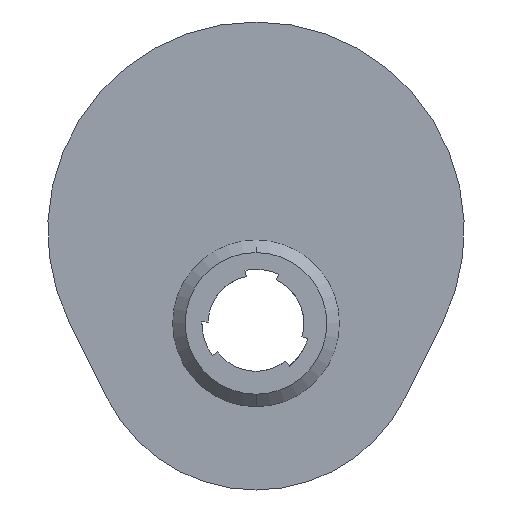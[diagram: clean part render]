
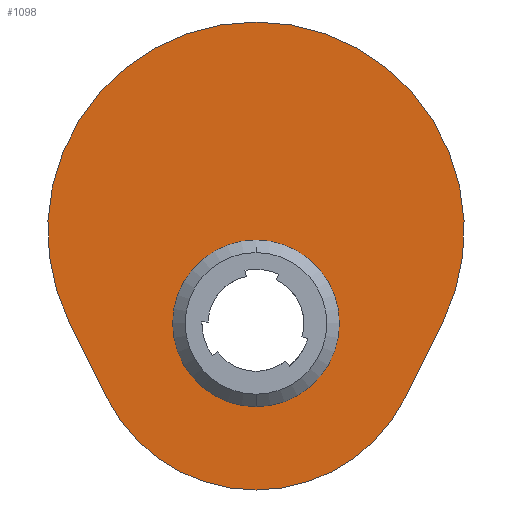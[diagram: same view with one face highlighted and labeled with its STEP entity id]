
A CAD part, front view. The second image highlights one B-rep face of the part: STEP entity #1098.
In plain terms, the highlighted planar face has unit normal (0, -1, 0).
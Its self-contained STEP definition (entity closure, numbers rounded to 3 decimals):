
#12 = EDGE_CURVE ( 'NONE', #322, #1022, #191, .T. ) ;
#14 = EDGE_LOOP ( 'NONE', ( #873, #893, #912, #137, #965 ) ) ;
#16 = DIRECTION ( 'NONE',  ( -0.447, 0., -0.894 ) ) ;
#26 = CARTESIAN_POINT ( 'NONE',  ( -44.721, 0., 0. ) ) ;
#77 = DIRECTION ( 'NONE',  ( 0., 0., -1. ) ) ;
#100 = DIRECTION ( 'NONE',  ( 0., 1., 0. ) ) ;
#127 = CIRCLE ( 'NONE', #787, 20. ) ;
#137 = ORIENTED_EDGE ( 'NONE', *, *, #615, .F. ) ;
#155 = AXIS2_PLACEMENT_3D ( 'NONE', #604, #966, #173 ) ;
#169 = ORIENTED_EDGE ( 'NONE', *, *, #1079, .F. ) ;
#173 = DIRECTION ( 'NONE',  ( 0., 0., -1. ) ) ;
#191 = LINE ( 'NONE', #810, #418 ) ;
#199 = CARTESIAN_POINT ( 'NONE',  ( -35.777, 0., -17.889 ) ) ;
#209 = VERTEX_POINT ( 'NONE', #337 ) ;
#211 = CIRCLE ( 'NONE', #155, 40. ) ;
#213 = CARTESIAN_POINT ( 'NONE',  ( 0., 0., 22.361 ) ) ;
#218 = CARTESIAN_POINT ( 'NONE',  ( -35.777, 0., -17.889 ) ) ;
#259 = CARTESIAN_POINT ( 'NONE',  ( 0., 0., 0. ) ) ;
#276 = CARTESIAN_POINT ( 'NONE',  ( 44.721, 0., 0. ) ) ;
#278 = AXIS2_PLACEMENT_3D ( 'NONE', #213, #561, #923 ) ;
#289 = CIRCLE ( 'NONE', #442, 20. ) ;
#300 = VECTOR ( 'NONE', #547, 1000. ) ;
#322 = VERTEX_POINT ( 'NONE', #276 ) ;
#337 = CARTESIAN_POINT ( 'NONE',  ( 0., 0., -40. ) ) ;
#339 = DIRECTION ( 'NONE',  ( 0., -1., 0. ) ) ;
#350 = FACE_OUTER_BOUND ( 'NONE', #14, .T. ) ;
#352 = EDGE_CURVE ( 'NONE', #1022, #209, #397, .T. ) ;
#397 = CIRCLE ( 'NONE', #1055, 40. ) ;
#403 = EDGE_CURVE ( 'NONE', #527, #467, #289, .T. ) ;
#409 = CARTESIAN_POINT ( 'NONE',  ( 0., 0., -20. ) ) ;
#418 = VECTOR ( 'NONE', #16, 1000. ) ;
#440 = AXIS2_PLACEMENT_3D ( 'NONE', #259, #608, #970 ) ;
#442 = AXIS2_PLACEMENT_3D ( 'NONE', #1142, #339, #680 ) ;
#458 = DIRECTION ( 'NONE',  ( 0., 0., -1. ) ) ;
#467 = VERTEX_POINT ( 'NONE', #968 ) ;
#493 = VERTEX_POINT ( 'NONE', #218 ) ;
#527 = VERTEX_POINT ( 'NONE', #409 ) ;
#538 = ORIENTED_EDGE ( 'NONE', *, *, #403, .F. ) ;
#547 = DIRECTION ( 'NONE',  ( -0.447, 0., 0.894 ) ) ;
#561 = DIRECTION ( 'NONE',  ( 0., 1., 0. ) ) ;
#604 = CARTESIAN_POINT ( 'NONE',  ( 0., 0., 0. ) ) ;
#608 = DIRECTION ( 'NONE',  ( 0., -1., 0. ) ) ;
#615 = EDGE_CURVE ( 'NONE', #493, #647, #1000, .T. ) ;
#647 = VERTEX_POINT ( 'NONE', #26 ) ;
#680 = DIRECTION ( 'NONE',  ( 0., 0., -1. ) ) ;
#692 = FACE_BOUND ( 'NONE', #1092, .T. ) ;
#701 = CARTESIAN_POINT ( 'NONE',  ( 0., 0., 0. ) ) ;
#725 = EDGE_CURVE ( 'NONE', #209, #493, #211, .T. ) ;
#766 = CIRCLE ( 'NONE', #278, 50. ) ;
#787 = AXIS2_PLACEMENT_3D ( 'NONE', #701, #872, #77 ) ;
#810 = CARTESIAN_POINT ( 'NONE',  ( 35.777, 0., -17.889 ) ) ;
#872 = DIRECTION ( 'NONE',  ( 0., -1., 0. ) ) ;
#873 = ORIENTED_EDGE ( 'NONE', *, *, #352, .F. ) ;
#893 = ORIENTED_EDGE ( 'NONE', *, *, #12, .F. ) ;
#896 = CARTESIAN_POINT ( 'NONE',  ( 0., 0., 0. ) ) ;
#909 = EDGE_CURVE ( 'NONE', #647, #322, #766, .T. ) ;
#912 = ORIENTED_EDGE ( 'NONE', *, *, #909, .F. ) ;
#923 = DIRECTION ( 'NONE',  ( 0., 0., 1. ) ) ;
#965 = ORIENTED_EDGE ( 'NONE', *, *, #725, .F. ) ;
#966 = DIRECTION ( 'NONE',  ( 0., 1., 0. ) ) ;
#968 = CARTESIAN_POINT ( 'NONE',  ( 0., 0., 20. ) ) ;
#970 = DIRECTION ( 'NONE',  ( 0., 0., -1. ) ) ;
#1000 = LINE ( 'NONE', #199, #300 ) ;
#1022 = VERTEX_POINT ( 'NONE', #1058 ) ;
#1055 = AXIS2_PLACEMENT_3D ( 'NONE', #896, #100, #458 ) ;
#1058 = CARTESIAN_POINT ( 'NONE',  ( 35.777, 0., -17.889 ) ) ;
#1059 = PLANE ( 'NONE',  #440 ) ;
#1079 = EDGE_CURVE ( 'NONE', #467, #527, #127, .T. ) ;
#1092 = EDGE_LOOP ( 'NONE', ( #169, #538 ) ) ;
#1098 = ADVANCED_FACE ( 'NONE', ( #350, #692 ), #1059, .T. ) ;
#1142 = CARTESIAN_POINT ( 'NONE',  ( 0., 0., 0. ) ) ;
